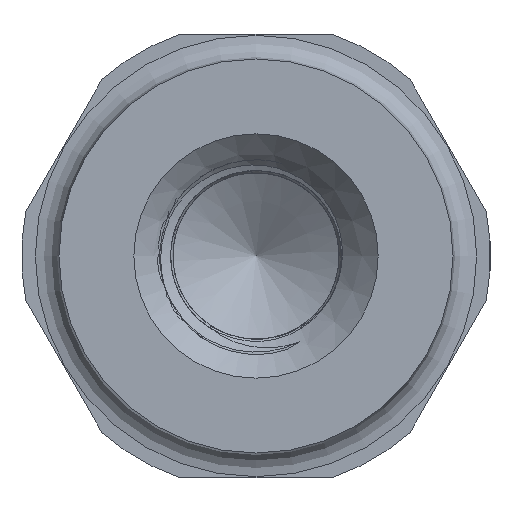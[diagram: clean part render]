
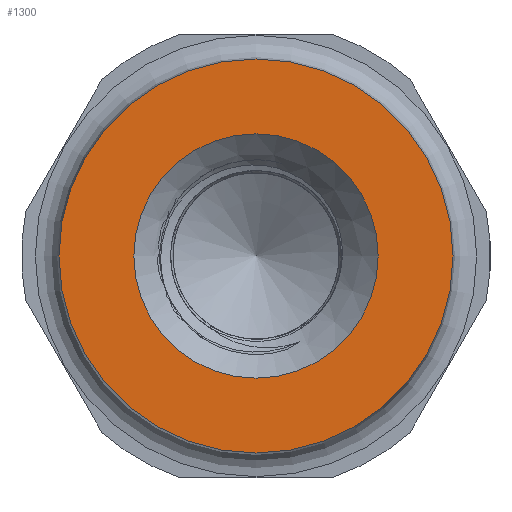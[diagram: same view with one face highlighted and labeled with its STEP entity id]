
A CAD part, front view. The second image highlights one B-rep face of the part: STEP entity #1300.
In plain terms, the highlighted planar face has unit normal (0, -1, 0).
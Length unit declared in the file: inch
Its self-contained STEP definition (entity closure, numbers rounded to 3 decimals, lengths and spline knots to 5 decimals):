
#75=FACE_BOUND('',#307,.T.);
#122=CIRCLE('',#1407,0.155);
#138=CIRCLE('',#1440,0.25);
#213=FACE_OUTER_BOUND('',#306,.T.);
#306=EDGE_LOOP('',(#1104));
#307=EDGE_LOOP('',(#1105));
#576=VERTEX_POINT('',#3889);
#604=VERTEX_POINT('',#3974);
#731=EDGE_CURVE('',#576,#576,#122,.T.);
#771=EDGE_CURVE('',#604,#604,#138,.T.);
#1104=ORIENTED_EDGE('',*,*,#771,.T.);
#1105=ORIENTED_EDGE('',*,*,#731,.T.);
#1149=PLANE('',#1441);
#1300=ADVANCED_FACE('',(#213,#75),#1149,.T.);
#1407=AXIS2_PLACEMENT_3D('',#3890,#1708,#1709);
#1440=AXIS2_PLACEMENT_3D('',#3975,#1798,#1799);
#1441=AXIS2_PLACEMENT_3D('',#3976,#1800,#1801);
#1708=DIRECTION('center_axis',(0.,1.,0.));
#1709=DIRECTION('ref_axis',(1.,0.,0.));
#1798=DIRECTION('center_axis',(0.,-1.,0.));
#1799=DIRECTION('ref_axis',(1.,0.,0.));
#1800=DIRECTION('center_axis',(0.,-1.,0.));
#1801=DIRECTION('ref_axis',(0.,0.,-1.));
#3889=CARTESIAN_POINT('',(0.14596,-0.2797,0.));
#3890=CARTESIAN_POINT('Origin',(-0.00904,-0.2797,
0.));
#3974=CARTESIAN_POINT('',(0.24096,-0.2797,0.));
#3975=CARTESIAN_POINT('Origin',(-0.00904,-0.2797,
0.));
#3976=CARTESIAN_POINT('Origin',(-0.00904,-0.2797,
0.));
